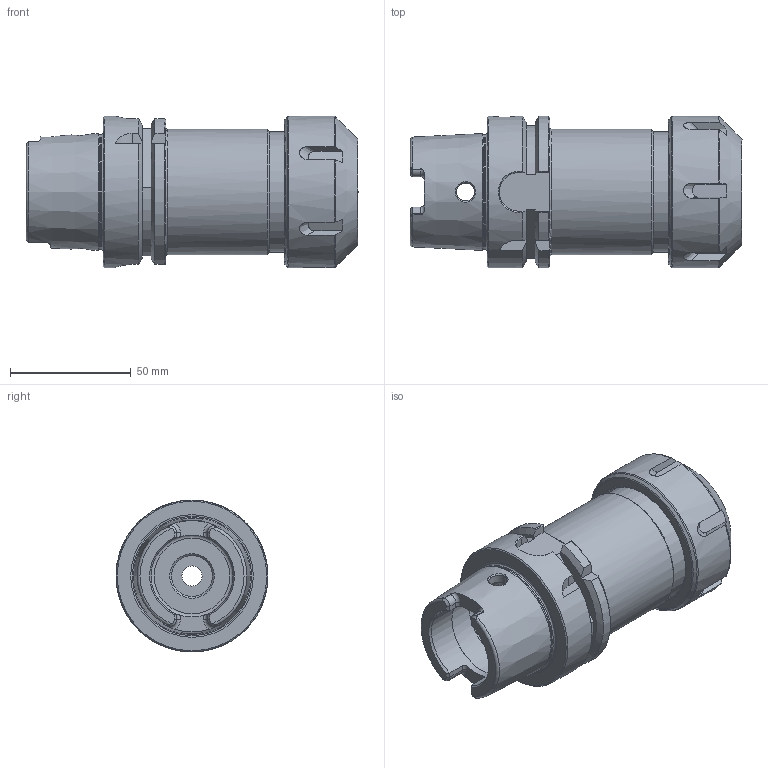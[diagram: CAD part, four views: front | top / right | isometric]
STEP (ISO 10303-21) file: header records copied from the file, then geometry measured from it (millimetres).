
FILE_DESCRIPTION((''),'2;1');
FILE_NAME('H63-40ER416CN.stp','2014-08-26T13:04:38',('kaykin'),(''),'Autodesk Inventor 2012','Autodesk Inventor 2012','');
FILE_SCHEMA(('AUTOMOTIVE_DESIGN { 1 0 10303 214 1 1 1 1 }'));
Length unit declared in the file: inch
Products named in the file (3): H63-40ER416CN; H63-40ER4-1; 40ERCN
Assembly tree (2 placements, depth 2):
  H63-40ER416CN
    H63-40ER4-1
    40ERCN
Bounding box: 137.66 x 63 x 63 mm (x, y, z)
Volume: 196337.6 mm3; surface area: 51662.5 mm2
Topology: 2 solids, 2 shells, 200 faces, 512 edges, 323 vertices
Faces by surface type: plane 82, cylinder 44, cone 31, torus 26, bspline 17
Full cylindrical faces by diameter (mm): 7.5 x2, 8.4 x1, 10 x1, 16.916 x1, 19.016 x1, 30.988 x1, 33.338 x2, 34 x2, 36.513 x1, 38.1 x1, 40 x1, 41.148 x1, 48.041 x1, 48.666 x1, 50 x1, 50.292 x1, 52 x1, 62.979 x1, 63 x1
Entity records: 6935 total; most frequent: CARTESIAN_POINT 2406, ORIENTED_EDGE 890, DIRECTION 824, EDGE_CURVE 445, AXIS2_PLACEMENT_3D 337, VERTEX_POINT 309, EDGE_LOOP 268, FACE_OUTER_BOUND 200
